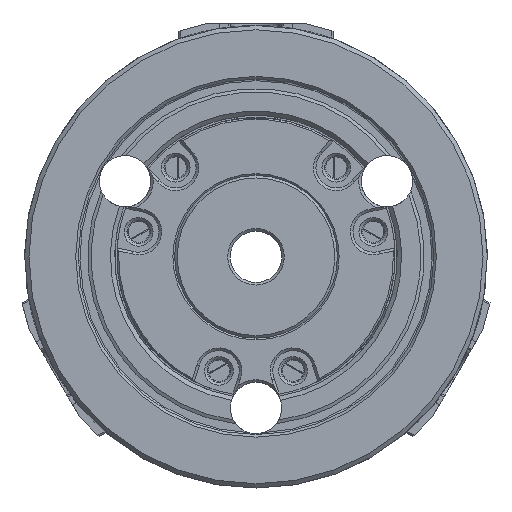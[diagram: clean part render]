
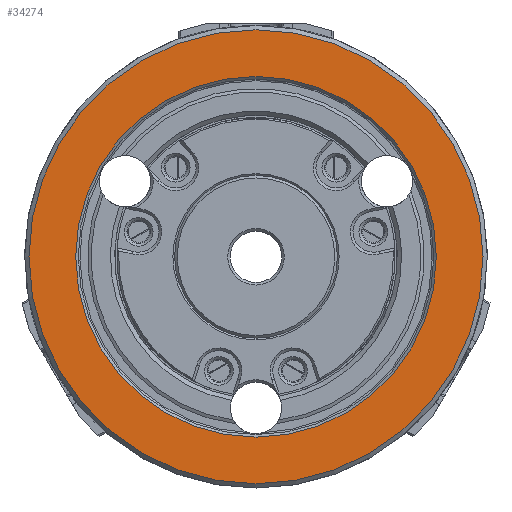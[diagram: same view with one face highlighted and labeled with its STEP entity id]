
A CAD part, left-side view. The second image highlights one B-rep face of the part: STEP entity #34274.
In plain terms, the highlighted planar face has unit normal (-1, 0, 0).
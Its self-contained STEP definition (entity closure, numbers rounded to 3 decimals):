
#590=CIRCLE('',#35721,42.1);
#591=CIRCLE('',#35723,53.);
#1970=ORIENTED_EDGE('',*,*,#9498,.T.);
#1971=ORIENTED_EDGE('',*,*,#9497,.F.);
#9497=EDGE_CURVE('',#13266,#13266,#590,.T.);
#9498=EDGE_CURVE('',#13267,#13267,#591,.T.);
#13266=VERTEX_POINT('',#45764);
#13267=VERTEX_POINT('',#45767);
#21219=EDGE_LOOP('',(#1970));
#21220=EDGE_LOOP('',(#1971));
#22683=FACE_BOUND('',#21219,.T.);
#22684=FACE_BOUND('',#21220,.T.);
#24070=PLANE('',#35742);
#34274=ADVANCED_FACE('',(#22683,#22684),#24070,.T.);
#35721=AXIS2_PLACEMENT_3D('',#45763,#38354,#38355);
#35723=AXIS2_PLACEMENT_3D('',#45766,#38358,#38359);
#35742=AXIS2_PLACEMENT_3D('',#45790,#38396,#38397);
#38354=DIRECTION('',(-1.,0.,0.));
#38355=DIRECTION('',(0.,0.,1.));
#38358=DIRECTION('',(-1.,0.,0.));
#38359=DIRECTION('',(0.,0.,1.));
#38396=DIRECTION('',(-1.,0.,0.));
#38397=DIRECTION('',(0.,0.,1.));
#45763=CARTESIAN_POINT('',(-29.5,0.,0.));
#45764=CARTESIAN_POINT('',(-29.5,0.,42.1));
#45766=CARTESIAN_POINT('',(-29.5,0.,0.));
#45767=CARTESIAN_POINT('',(-29.5,0.,53.));
#45790=CARTESIAN_POINT('',(-29.5,0.,41.5));
